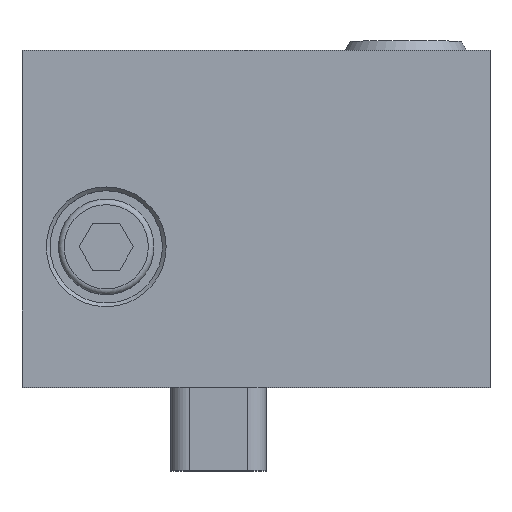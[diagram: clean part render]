
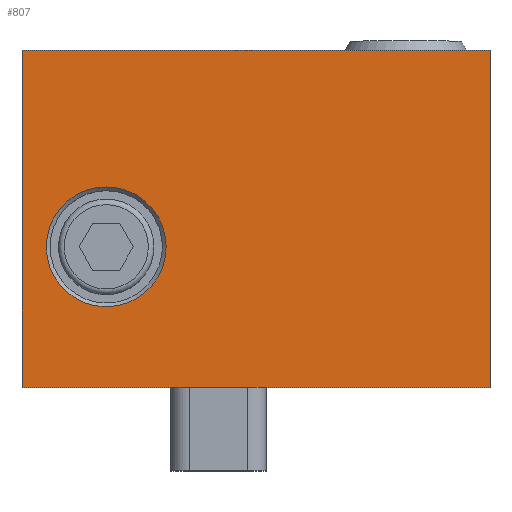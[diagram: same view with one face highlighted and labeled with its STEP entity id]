
A CAD part, top view. The second image highlights one B-rep face of the part: STEP entity #807.
In plain terms, the highlighted planar face has unit normal (0, 0, 1).
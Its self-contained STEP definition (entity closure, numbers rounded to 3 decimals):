
#42=LINE('',#1226,#112);
#46=LINE('',#1234,#116);
#53=LINE('',#1256,#123);
#55=LINE('',#1259,#125);
#112=VECTOR('',#975,1000.);
#116=VECTOR('',#981,1000.);
#123=VECTOR('',#998,1000.);
#125=VECTOR('',#1002,1000.);
#208=ORIENTED_EDGE('',*,*,#410,.T.);
#209=ORIENTED_EDGE('',*,*,#392,.T.);
#210=ORIENTED_EDGE('',*,*,#396,.T.);
#211=ORIENTED_EDGE('',*,*,#407,.T.);
#212=ORIENTED_EDGE('',*,*,#409,.T.);
#392=EDGE_CURVE('',#496,#495,#42,.T.);
#396=EDGE_CURVE('',#495,#498,#46,.T.);
#407=EDGE_CURVE('',#498,#508,#53,.T.);
#409=EDGE_CURVE('',#508,#496,#55,.T.);
#410=EDGE_CURVE('',#509,#509,#574,.T.);
#495=VERTEX_POINT('',#1225);
#496=VERTEX_POINT('',#1227);
#498=VERTEX_POINT('',#1233);
#508=VERTEX_POINT('',#1255);
#509=VERTEX_POINT('',#1262);
#574=CIRCLE('',#885,3.2);
#608=EDGE_LOOP('',(#208));
#609=EDGE_LOOP('',(#209,#210,#211,#212));
#692=FACE_BOUND('',#608,.T.);
#693=FACE_BOUND('',#609,.T.);
#771=PLANE('',#884);
#807=ADVANCED_FACE('',(#692,#693),#771,.T.);
#884=AXIS2_PLACEMENT_3D('',#1260,#1003,#1004);
#885=AXIS2_PLACEMENT_3D('',#1261,#1005,#1006);
#975=DIRECTION('',(-1.,0.,0.));
#981=DIRECTION('',(0.,-1.,0.));
#998=DIRECTION('',(1.,0.,0.));
#1002=DIRECTION('',(0.,1.,0.));
#1003=DIRECTION('',(0.,0.,1.));
#1004=DIRECTION('',(1.,0.,0.));
#1005=DIRECTION('',(0.,0.,-1.));
#1006=DIRECTION('',(-1.,0.,0.));
#1225=CARTESIAN_POINT('',(0.,18.,10.5));
#1226=CARTESIAN_POINT('',(25.,18.,10.5));
#1227=CARTESIAN_POINT('',(25.,18.,10.5));
#1233=CARTESIAN_POINT('',(0.,0.,10.5));
#1234=CARTESIAN_POINT('',(0.,18.,10.5));
#1255=CARTESIAN_POINT('',(25.,0.,10.5));
#1256=CARTESIAN_POINT('',(0.,0.,10.5));
#1259=CARTESIAN_POINT('',(25.,0.,10.5));
#1260=CARTESIAN_POINT('',(0.,0.,10.5));
#1261=CARTESIAN_POINT('',(4.5,7.5,10.5));
#1262=CARTESIAN_POINT('',(1.3,7.5,10.5));
